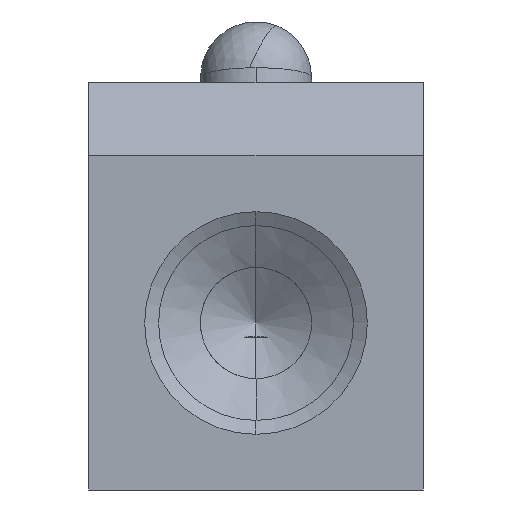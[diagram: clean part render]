
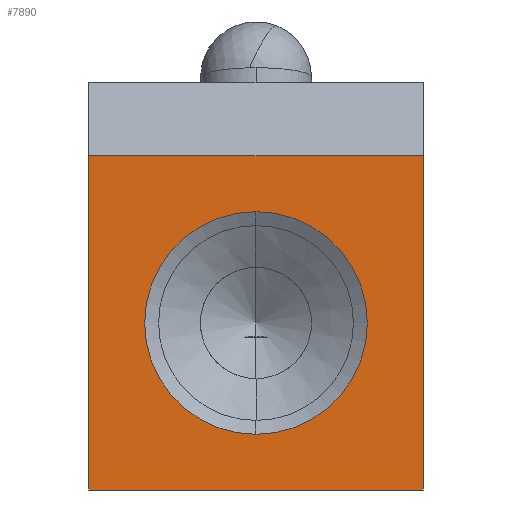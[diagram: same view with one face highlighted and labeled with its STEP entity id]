
A CAD part, front view. The second image highlights one B-rep face of the part: STEP entity #7890.
In plain terms, the highlighted planar face has unit normal (0, -1, 0).
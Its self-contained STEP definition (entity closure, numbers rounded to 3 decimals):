
#7283=CARTESIAN_POINT('',(-1.331,-99.977,-12.0));
#7284=VERTEX_POINT('',#7283);
#7291=CARTESIAN_POINT('',(-1.331,-99.977,0.0));
#7292=VERTEX_POINT('',#7291);
#7293=CARTESIAN_POINT('',(-1.331,-99.977,0.0));
#7294=DIRECTION('',(0.0,0.0,-1.0));
#7295=VECTOR('',#7294,1.0);
#7296=LINE('',#7293,#7295);
#7297=EDGE_CURVE('n� 6316',#7292,#7284,#7296,.T.);
#7824=CARTESIAN_POINT('',(10.669,-99.977,-12.0));
#7825=VERTEX_POINT('',#7824);
#7832=CARTESIAN_POINT('',(10.669,-99.977,-12.0));
#7833=DIRECTION('',(-1.0,0.0,0.0));
#7834=VECTOR('',#7833,1.0);
#7835=LINE('',#7832,#7834);
#7836=EDGE_CURVE('n� 6710',#7825,#7284,#7835,.T.);
#7847=CARTESIAN_POINT('',(4.669,-99.977,-2.0));
#7848=VERTEX_POINT('',#7847);
#7849=CARTESIAN_POINT('',(4.669,-99.977,-10.0));
#7850=VERTEX_POINT('',#7849);
#7851=CARTESIAN_POINT('',(4.669,-99.977,-6.0));
#7852=DIRECTION('',(0.0,1.0,0.0));
#7853=DIRECTION('',(0.0,0.0,1.0));
#7854=AXIS2_PLACEMENT_3D('',#7851,#7852,#7853);
#7855=CIRCLE('',#7854,4.0);
#7856=EDGE_CURVE('n� 6723',#7848,#7850,#7855,.T.);
#7857=ORIENTED_EDGE('',*,*,#7856,.T.);
#7858=CARTESIAN_POINT('',(4.669,-99.977,-6.0));
#7859=DIRECTION('',(0.0,1.0,0.0));
#7860=DIRECTION('',(0.0,0.0,1.0));
#7861=AXIS2_PLACEMENT_3D('',#7858,#7859,#7860);
#7862=CIRCLE('',#7861,4.0);
#7863=EDGE_CURVE('n� 6727',#7850,#7848,#7862,.T.);
#7864=ORIENTED_EDGE('',*,*,#7863,.T.);
#7865=EDGE_LOOP('',(#7857,#7864));
#7866=FACE_BOUND('',#7865,.T.);
#7867=ORIENTED_EDGE('',*,*,#7297,.T.);
#7868=ORIENTED_EDGE('',*,*,#7836,.F.);
#7869=CARTESIAN_POINT('',(10.669,-99.977,0.0));
#7870=VERTEX_POINT('',#7869);
#7871=CARTESIAN_POINT('',(10.669,-99.977,0.0));
#7872=DIRECTION('',(0.0,0.0,-1.0));
#7873=VECTOR('',#7872,1.0);
#7874=LINE('',#7871,#7873);
#7875=EDGE_CURVE('n� 6738',#7870,#7825,#7874,.T.);
#7876=ORIENTED_EDGE('',*,*,#7875,.F.);
#7877=CARTESIAN_POINT('',(10.669,-99.977,0.0));
#7878=DIRECTION('',(-1.0,0.0,0.0));
#7879=VECTOR('',#7878,1.0);
#7880=LINE('',#7877,#7879);
#7881=EDGE_CURVE('n� 6742',#7870,#7292,#7880,.T.);
#7882=ORIENTED_EDGE('',*,*,#7881,.T.);
#7883=EDGE_LOOP('',(#7867,#7868,#7876,#7882));
#7884=FACE_OUTER_BOUND('',#7883,.T.);
#7885=CARTESIAN_POINT('',(11.269,-99.977,-12.6));
#7886=DIRECTION('',(0.0,1.0,0.0));
#7887=DIRECTION('',(-1.0,0.0,0.0));
#7888=AXIS2_PLACEMENT_3D('',#7885,#7886,#7887);
#7889=PLANE('',#7888);
#7890=ADVANCED_FACE('n� 6714',(#7866,#7884),#7889,.F.);
